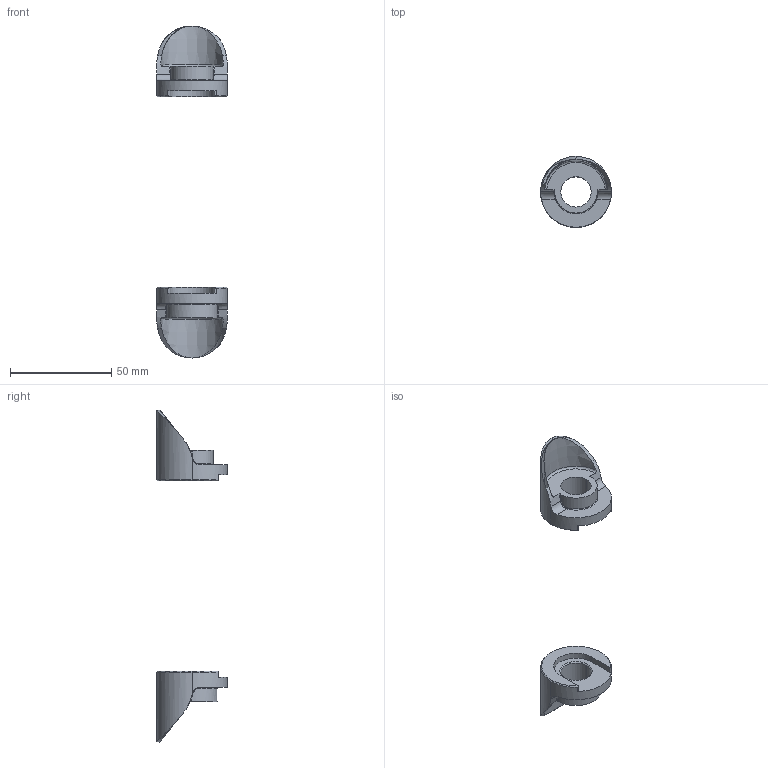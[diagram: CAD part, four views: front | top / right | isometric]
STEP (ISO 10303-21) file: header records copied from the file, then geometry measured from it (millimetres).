
FILE_DESCRIPTION (( 'STEP AP214' ), '1' );
FILE_NAME ('DR0048.STEP', '2016-01-18T22:19:48', ( '' ), ( '' ), 'SwSTEP 2.0', 'SolidWorks 2016', '' );
FILE_SCHEMA (( 'AUTOMOTIVE_DESIGN' ));
Length unit declared in the file: inch
Products named in the file (3): DR0048-UNTHREADED; DR0048-THREADED; DR0048
Assembly tree (2 placements, depth 2):
  DR0048
    DR0048-THREADED
    DR0048-UNTHREADED
Bounding box: 34.92 x 34.92 x 163.86 mm (x, y, z)
Volume: 19864.9 mm3; surface area: 10196 mm2
Topology: 2 solids, 2 shells, 72 faces, 181 edges, 113 vertices
Faces by surface type: cylinder 31, plane 16, cone 12, bspline 8, torus 5
Entity records: 2768 total; most frequent: CARTESIAN_POINT 1000, ORIENTED_EDGE 362, DIRECTION 325, EDGE_CURVE 181, AXIS2_PLACEMENT_3D 134, VERTEX_POINT 113, EDGE_LOOP 76, FACE_OUTER_BOUND 72
